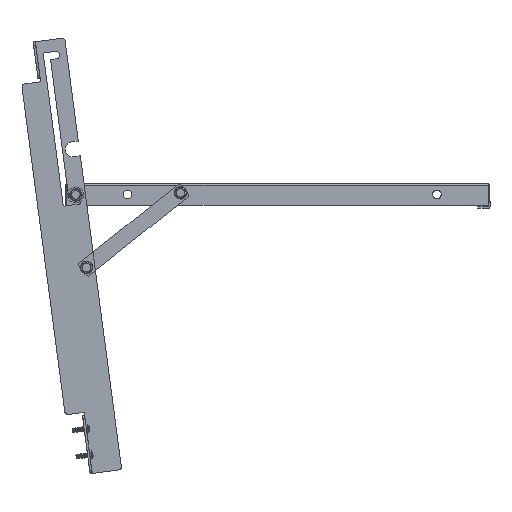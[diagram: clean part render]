
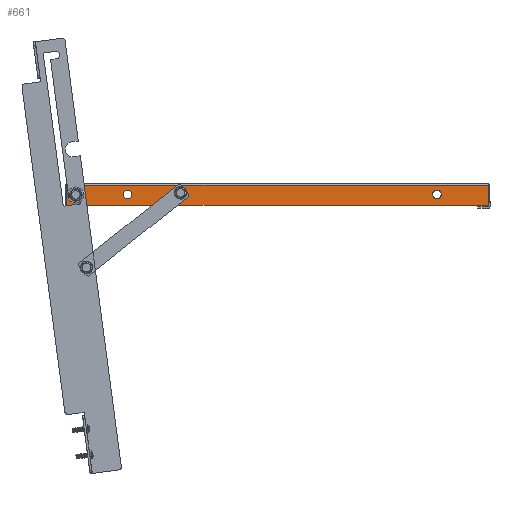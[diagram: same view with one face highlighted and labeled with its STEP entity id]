
A CAD part, left-side view. The second image highlights one B-rep face of the part: STEP entity #661.
In plain terms, the highlighted planar face has unit normal (-1, 0, 0).
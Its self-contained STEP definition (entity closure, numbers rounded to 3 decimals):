
#209 = EDGE_CURVE ( 'NONE', #24646, #24647, #4824, .T. ) ;
#217 = EDGE_CURVE ( 'NONE', #24574, #24637, #4812, .T. ) ;
#225 = EDGE_CURVE ( 'NONE', #12683, #12684, #4800, .T. ) ;
#233 = EDGE_CURVE ( 'NONE', #12689, #3983, #4788, .T. ) ;
#367 = EDGE_CURVE ( 'NONE', #14862, #14864, #23998, .T. ) ;
#371 = EDGE_CURVE ( 'NONE', #14862, #14852, #23999, .T. ) ;
#372 = EDGE_CURVE ( 'NONE', #24490, #14864, #24005, .T. ) ;
#375 = EDGE_CURVE ( 'NONE', #24647, #24646, #4028, .T. ) ;
#376 = EDGE_CURVE ( 'NONE', #24637, #24574, #4027, .T. ) ;
#377 = EDGE_CURVE ( 'NONE', #12684, #12683, #4025, .T. ) ;
#378 = EDGE_CURVE ( 'NONE', #3983, #12689, #4023, .T. ) ;
#379 = EDGE_CURVE ( 'NONE', #14852, #24490, #24026, .T. ) ;
#661 = ADVANCED_FACE ( 'NONE', ( #11264, #11260, #11267, #11269, #11263 ), #11255, .F. ) ;
#3983 = VERTEX_POINT ( 'NONE', #9559 ) ;
#4020 = AXIS2_PLACEMENT_3D ( 'NONE', #24031, #24032, #24033 ) ;
#4021 = VECTOR ( 'NONE', #24034, 1000. ) ;
#4022 = AXIS2_PLACEMENT_3D ( 'NONE', #24028, #24029, #24030 ) ;
#4023 = CIRCLE ( 'NONE', #4020, 3. ) ;
#4024 = AXIS2_PLACEMENT_3D ( 'NONE', #24023, #24024, #24025 ) ;
#4025 = CIRCLE ( 'NONE', #4022, 4. ) ;
#4026 = AXIS2_PLACEMENT_3D ( 'NONE', #24020, #24021, #24022 ) ;
#4027 = CIRCLE ( 'NONE', #4024, 3. ) ;
#4028 = CIRCLE ( 'NONE', #4026, 4. ) ;
#4032 = VECTOR ( 'NONE', #24013, 1000. ) ;
#4033 = VECTOR ( 'NONE', #24011, 1000. ) ;
#4036 = VECTOR ( 'NONE', #24001, 1000. ) ;
#4786 = AXIS2_PLACEMENT_3D ( 'NONE', #23596, #23597, #23598 ) ;
#4788 = CIRCLE ( 'NONE', #4786, 3. ) ;
#4798 = AXIS2_PLACEMENT_3D ( 'NONE', #23572, #23573, #23574 ) ;
#4800 = CIRCLE ( 'NONE', #4798, 4. ) ;
#4810 = AXIS2_PLACEMENT_3D ( 'NONE', #23548, #23549, #23550 ) ;
#4812 = CIRCLE ( 'NONE', #4810, 3. ) ;
#4822 = AXIS2_PLACEMENT_3D ( 'NONE', #22310, #22311, #23526 ) ;
#4824 = CIRCLE ( 'NONE', #4822, 4. ) ;
#9559 = CARTESIAN_POINT ( 'NONE',  ( -414.5, 189.99, -6. ) ) ;
#11255 = PLANE ( 'NONE',  #14011 ) ;
#11260 = FACE_BOUND ( 'NONE', #17223, .T. ) ;
#11263 = FACE_OUTER_BOUND ( 'NONE', #17222, .T. ) ;
#11264 = FACE_BOUND ( 'NONE', #17232, .T. ) ;
#11266 = CARTESIAN_POINT ( 'NONE',  ( -414.5, 198.49, 0. ) ) ;
#11267 = FACE_BOUND ( 'NONE', #17219, .T. ) ;
#11269 = FACE_BOUND ( 'NONE', #17224, .T. ) ;
#11270 = DIRECTION ( 'NONE',  ( 1., 0., 0. ) ) ;
#11271 = DIRECTION ( 'NONE',  ( 0., 0., -1. ) ) ;
#12683 = VERTEX_POINT ( 'NONE', #22696 ) ;
#12684 = VERTEX_POINT ( 'NONE', #22694 ) ;
#12689 = VERTEX_POINT ( 'NONE', #22704 ) ;
#14011 = AXIS2_PLACEMENT_3D ( 'NONE', #11266, #11270, #11271 ) ;
#14852 = VERTEX_POINT ( 'NONE', #22708 ) ;
#14862 = VERTEX_POINT ( 'NONE', #22718 ) ;
#14864 = VERTEX_POINT ( 'NONE', #22720 ) ;
#15145 = CARTESIAN_POINT ( 'NONE',  ( -414.5, -198.49, -18.5 ) ) ;
#15227 = CARTESIAN_POINT ( 'NONE',  ( -414.5, 91.49, -10. ) ) ;
#15290 = CARTESIAN_POINT ( 'NONE',  ( -414.5, 91.49, -4. ) ) ;
#15299 = CARTESIAN_POINT ( 'NONE',  ( -414.5, -149.99, -12.5 ) ) ;
#15300 = CARTESIAN_POINT ( 'NONE',  ( -414.5, -149.99, -4.5 ) ) ;
#17219 = EDGE_LOOP ( 'NONE', ( #18290, #18291 ) ) ;
#17222 = EDGE_LOOP ( 'NONE', ( #18294, #18295, #18296, #18297 ) ) ;
#17223 = EDGE_LOOP ( 'NONE', ( #18288, #18289 ) ) ;
#17224 = EDGE_LOOP ( 'NONE', ( #18292, #18293 ) ) ;
#17232 = EDGE_LOOP ( 'NONE', ( #18286, #18287 ) ) ;
#18286 = ORIENTED_EDGE ( 'NONE', *, *, #375, .F. ) ;
#18287 = ORIENTED_EDGE ( 'NONE', *, *, #209, .F. ) ;
#18288 = ORIENTED_EDGE ( 'NONE', *, *, #376, .F. ) ;
#18289 = ORIENTED_EDGE ( 'NONE', *, *, #217, .F. ) ;
#18290 = ORIENTED_EDGE ( 'NONE', *, *, #377, .F. ) ;
#18291 = ORIENTED_EDGE ( 'NONE', *, *, #225, .F. ) ;
#18292 = ORIENTED_EDGE ( 'NONE', *, *, #378, .F. ) ;
#18293 = ORIENTED_EDGE ( 'NONE', *, *, #233, .F. ) ;
#18294 = ORIENTED_EDGE ( 'NONE', *, *, #367, .F. ) ;
#18295 = ORIENTED_EDGE ( 'NONE', *, *, #371, .T. ) ;
#18296 = ORIENTED_EDGE ( 'NONE', *, *, #379, .T. ) ;
#18297 = ORIENTED_EDGE ( 'NONE', *, *, #372, .T. ) ;
#22310 = CARTESIAN_POINT ( 'NONE',  ( -414.5, -149.99, -8.5 ) ) ;
#22311 = DIRECTION ( 'NONE',  ( -1., 0., 0. ) ) ;
#22694 = CARTESIAN_POINT ( 'NONE',  ( -414.5, 141.49, -4.5 ) ) ;
#22696 = CARTESIAN_POINT ( 'NONE',  ( -414.5, 141.49, -12.5 ) ) ;
#22704 = CARTESIAN_POINT ( 'NONE',  ( -414.5, 189.99, -12. ) ) ;
#22708 = CARTESIAN_POINT ( 'NONE',  ( -414.5, 198.49, -18.5 ) ) ;
#22718 = CARTESIAN_POINT ( 'NONE',  ( -414.5, 198.49, -0.01 ) ) ;
#22720 = CARTESIAN_POINT ( 'NONE',  ( -414.5, -198.49, -0.01 ) ) ;
#23526 = DIRECTION ( 'NONE',  ( 0., 0., 1. ) ) ;
#23548 = CARTESIAN_POINT ( 'NONE',  ( -414.5, 91.49, -7. ) ) ;
#23549 = DIRECTION ( 'NONE',  ( -1., 0., 0. ) ) ;
#23550 = DIRECTION ( 'NONE',  ( 0., 0., 1. ) ) ;
#23572 = CARTESIAN_POINT ( 'NONE',  ( -414.5, 141.49, -8.5 ) ) ;
#23573 = DIRECTION ( 'NONE',  ( -1., 0., 0. ) ) ;
#23574 = DIRECTION ( 'NONE',  ( 0., 0., 1. ) ) ;
#23596 = CARTESIAN_POINT ( 'NONE',  ( -414.5, 189.99, -9. ) ) ;
#23597 = DIRECTION ( 'NONE',  ( -1., 0., 0. ) ) ;
#23598 = DIRECTION ( 'NONE',  ( 0., 0., 1. ) ) ;
#23998 = LINE ( 'NONE', #24000, #4036 ) ;
#23999 = LINE ( 'NONE', #24010, #4033 ) ;
#24000 = CARTESIAN_POINT ( 'NONE',  ( -414.5, -198.49, -0.01 ) ) ;
#24001 = DIRECTION ( 'NONE',  ( 0., -1., 0. ) ) ;
#24005 = LINE ( 'NONE', #24012, #4032 ) ;
#24010 = CARTESIAN_POINT ( 'NONE',  ( -414.5, 198.49, 0. ) ) ;
#24011 = DIRECTION ( 'NONE',  ( 0., 0., -1. ) ) ;
#24012 = CARTESIAN_POINT ( 'NONE',  ( -414.5, -198.49, 0. ) ) ;
#24013 = DIRECTION ( 'NONE',  ( 0., 0., 1. ) ) ;
#24020 = CARTESIAN_POINT ( 'NONE',  ( -414.5, -149.99, -8.5 ) ) ;
#24021 = DIRECTION ( 'NONE',  ( -1., 0., 0. ) ) ;
#24022 = DIRECTION ( 'NONE',  ( 0., 0., 1. ) ) ;
#24023 = CARTESIAN_POINT ( 'NONE',  ( -414.5, 91.49, -7. ) ) ;
#24024 = DIRECTION ( 'NONE',  ( -1., 0., 0. ) ) ;
#24025 = DIRECTION ( 'NONE',  ( 0., 0., 1. ) ) ;
#24026 = LINE ( 'NONE', #24027, #4021 ) ;
#24027 = CARTESIAN_POINT ( 'NONE',  ( -414.5, 198.49, -18.5 ) ) ;
#24028 = CARTESIAN_POINT ( 'NONE',  ( -414.5, 141.49, -8.5 ) ) ;
#24029 = DIRECTION ( 'NONE',  ( -1., 0., 0. ) ) ;
#24030 = DIRECTION ( 'NONE',  ( 0., 0., 1. ) ) ;
#24031 = CARTESIAN_POINT ( 'NONE',  ( -414.5, 189.99, -9. ) ) ;
#24032 = DIRECTION ( 'NONE',  ( -1., 0., 0. ) ) ;
#24033 = DIRECTION ( 'NONE',  ( 0., 0., 1. ) ) ;
#24034 = DIRECTION ( 'NONE',  ( 0., -1., 0. ) ) ;
#24490 = VERTEX_POINT ( 'NONE', #15145 ) ;
#24574 = VERTEX_POINT ( 'NONE', #15227 ) ;
#24637 = VERTEX_POINT ( 'NONE', #15290 ) ;
#24646 = VERTEX_POINT ( 'NONE', #15299 ) ;
#24647 = VERTEX_POINT ( 'NONE', #15300 ) ;
